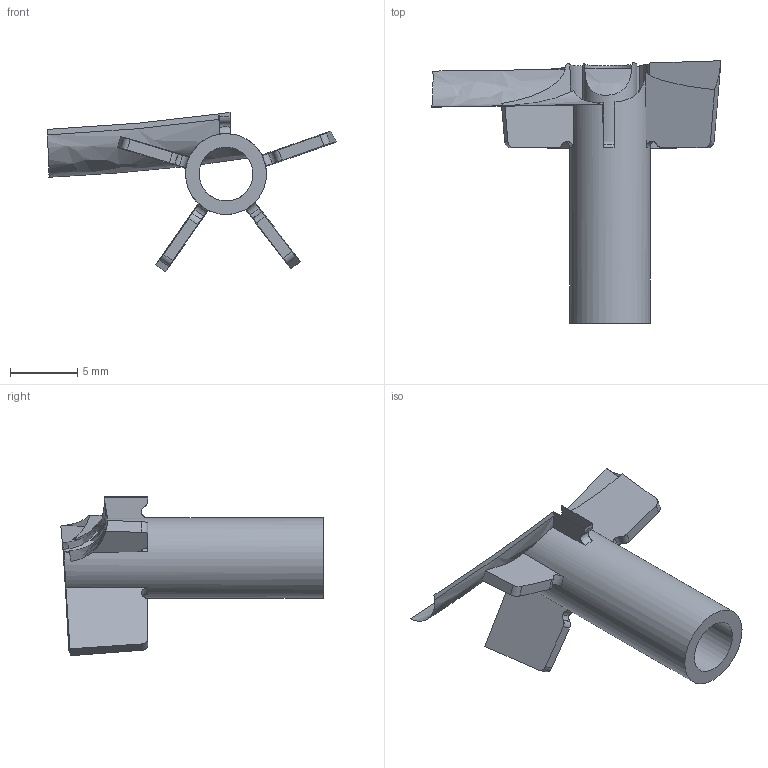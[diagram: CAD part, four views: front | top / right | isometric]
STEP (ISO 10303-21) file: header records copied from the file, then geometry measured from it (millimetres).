
FILE_DESCRIPTION(('Open CASCADE Model'),'2;1');
FILE_NAME('Open CASCADE Shape Model','2025-10-21T21:37:34',('Author'),( 'Open CASCADE'),'Open CASCADE STEP processor 7.7','Open CASCADE 7.7' ,'Unknown');
FILE_SCHEMA(('AUTOMOTIVE_DESIGN { 1 0 10303 214 1 1 1 1 }'));
Length unit declared in the file: millimetre
Products named in the file (50): Open CASCADE STEP translator 7.7 10; Open CASCADE STEP translator 7.7 10.1; Open CASCADE STEP translator 7.7 10.2; Open CASCADE STEP translator 7.7 10.3; Open CASCADE STEP translator 7.7 10.4; Open CASCADE STEP translator 7.7 10.5; Open CASCADE STEP translator 7.7 10.6; Open CASCADE STEP translator 7.7 10.7; Open CASCADE STEP translator 7.7 10.8; Open CASCADE STEP translator 7.7 10.9; Open CASCADE STEP translator 7.7 10.10; Open CASCADE STEP translator 7.7 10.11; Open CASCADE STEP translator 7.7 10.12; Open CASCADE STEP translator 7.7 10.13; Open CASCADE STEP translator 7.7 10.14; Open CASCADE STEP translator 7.7 10.15; Open CASCADE STEP translator 7.7 10.16; Open CASCADE STEP translator 7.7 10.17; Open CASCADE STEP translator 7.7 10.18; Open CASCADE STEP translator 7.7 10.19; Open CASCADE STEP translator 7.7 10.20; Open CASCADE STEP translator 7.7 10.21; Open CASCADE STEP translator 7.7 10.22; Open CASCADE STEP translator 7.7 10.23; Open CASCADE STEP translator 7.7 10.24; Open CASCADE STEP translator 7.7 10.25; Open CASCADE STEP translator 7.7 10.26; Open CASCADE STEP translator 7.7 10.27; Open CASCADE STEP translator 7.7 10.28; Open CASCADE STEP translator 7.7 10.29; Open CASCADE STEP translator 7.7 10.30; Open CASCADE STEP translator 7.7 10.31; Open CASCADE STEP translator 7.7 10.32; Open CASCADE STEP translator 7.7 10.33; Open CASCADE STEP translator 7.7 10.34; Open CASCADE STEP translator 7.7 10.35; Open CASCADE STEP translator 7.7 10.36; Open CASCADE STEP translator 7.7 10.37; Open CASCADE STEP translator 7.7 10.38; Open CASCADE STEP translator 7.7 10.39 ...
Assembly tree (49 placements, depth 2):
  Open CASCADE STEP translator 7.7 10
    Open CASCADE STEP translator 7.7 10.1
    Open CASCADE STEP translator 7.7 10.2
    Open CASCADE STEP translator 7.7 10.3
    Open CASCADE STEP translator 7.7 10.4
    Open CASCADE STEP translator 7.7 10.5
    Open CASCADE STEP translator 7.7 10.6
    Open CASCADE STEP translator 7.7 10.7
    Open CASCADE STEP translator 7.7 10.8
    Open CASCADE STEP translator 7.7 10.9
    Open CASCADE STEP translator 7.7 10.10
    Open CASCADE STEP translator 7.7 10.11
    Open CASCADE STEP translator 7.7 10.12
    Open CASCADE STEP translator 7.7 10.13
    Open CASCADE STEP translator 7.7 10.14
    Open CASCADE STEP translator 7.7 10.15
    Open CASCADE STEP translator 7.7 10.16
    Open CASCADE STEP translator 7.7 10.17
    Open CASCADE STEP translator 7.7 10.18
    Open CASCADE STEP translator 7.7 10.19
    Open CASCADE STEP translator 7.7 10.20
    Open CASCADE STEP translator 7.7 10.21
    Open CASCADE STEP translator 7.7 10.22
    Open CASCADE STEP translator 7.7 10.23
    Open CASCADE STEP translator 7.7 10.24
    Open CASCADE STEP translator 7.7 10.25
    Open CASCADE STEP translator 7.7 10.26
    Open CASCADE STEP translator 7.7 10.27
    Open CASCADE STEP translator 7.7 10.28
    Open CASCADE STEP translator 7.7 10.29
    Open CASCADE STEP translator 7.7 10.30
    Open CASCADE STEP translator 7.7 10.31
    Open CASCADE STEP translator 7.7 10.32
    Open CASCADE STEP translator 7.7 10.33
    Open CASCADE STEP translator 7.7 10.34
    Open CASCADE STEP translator 7.7 10.35
    Open CASCADE STEP translator 7.7 10.36
    Open CASCADE STEP translator 7.7 10.37
    Open CASCADE STEP translator 7.7 10.38
    Open CASCADE STEP translator 7.7 10.39
    Open CASCADE STEP translator 7.7 10.40
    Open CASCADE STEP translator 7.7 10.41
    Open CASCADE STEP translator 7.7 10.42
    Open CASCADE STEP translator 7.7 10.43
    Open CASCADE STEP translator 7.7 10.44
    Open CASCADE STEP translator 7.7 10.45
    Open CASCADE STEP translator 7.7 10.46
    Open CASCADE STEP translator 7.7 10.47
    Open CASCADE STEP translator 7.7 10.48
    Open CASCADE STEP translator 7.7 10.49
Bounding box: 21.52 x 19.46 x 11.84 mm (x, y, z)
Surface area: 893.1 mm2 (no closed solid volume)
Topology: 0 solids, 49 shells, 49 faces, 282 edges, 280 vertices
Faces by surface type: plane 20, torus 15, cylinder 6, cone 5, bspline 3
Full cylindrical faces by diameter (mm): 4 x1, 6 x1
Entity records: 7334 total; most frequent: CARTESIAN_POINT 3172, DIRECTION 554, B_SPLINE_CURVE_WITH_KNOTS 288, ORIENTED_EDGE 284, PCURVE 284, DEFINITIONAL_REPRESENTATION 284, EDGE_CURVE 282, VERTEX_POINT 280
